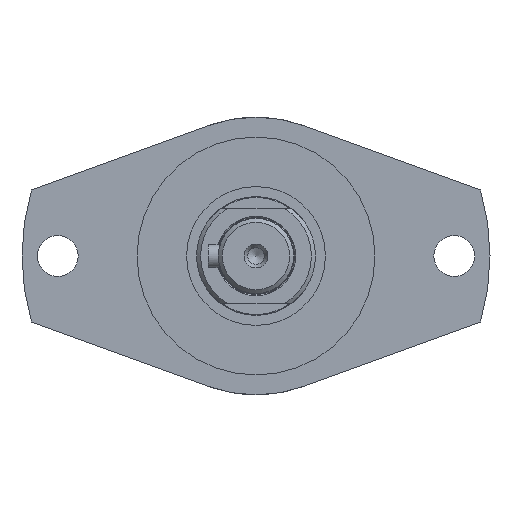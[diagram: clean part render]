
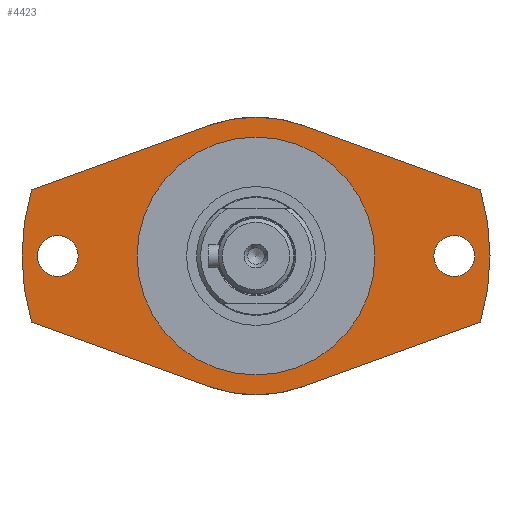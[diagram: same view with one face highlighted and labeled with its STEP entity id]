
A CAD part, left-side view. The second image highlights one B-rep face of the part: STEP entity #4423.
In plain terms, the highlighted planar face has unit normal (-1, 0, 0).
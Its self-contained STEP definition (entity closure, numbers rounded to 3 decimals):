
#348=FACE_BOUND('',#1550,.T.);
#349=FACE_BOUND('',#1551,.T.);
#350=FACE_BOUND('',#1552,.T.);
#675=LINE('',#7545,#998);
#678=LINE('',#7551,#1001);
#682=LINE('',#7558,#1005);
#685=LINE('',#7564,#1008);
#998=VECTOR('',#6003,10.);
#1001=VECTOR('',#6008,10.);
#1005=VECTOR('',#6014,10.);
#1008=VECTOR('',#6019,10.);
#1290=FACE_OUTER_BOUND('',#1549,.T.);
#1549=EDGE_LOOP('',(#3934,#3935,#3936,#3937,#3938,#3939,#3940,#3941));
#1550=EDGE_LOOP('',(#3942));
#1551=EDGE_LOOP('',(#3943));
#1552=EDGE_LOOP('',(#3944,#3945));
#1767=CIRCLE('',#4849,35.);
#1769=CIRCLE('',#4851,35.);
#1773=CIRCLE('',#4856,5.15);
#1776=CIRCLE('',#4860,5.15);
#1778=CIRCLE('',#4868,59.);
#1779=CIRCLE('',#4869,59.);
#1780=CIRCLE('',#4870,30.);
#1781=CIRCLE('',#4871,30.);
#2167=VERTEX_POINT('',#7510);
#2168=VERTEX_POINT('',#7512);
#2171=VERTEX_POINT('',#7518);
#2172=VERTEX_POINT('',#7520);
#2176=VERTEX_POINT('',#7530);
#2179=VERTEX_POINT('',#7538);
#2180=VERTEX_POINT('',#7542);
#2183=VERTEX_POINT('',#7550);
#2185=VERTEX_POINT('',#7556);
#2187=VERTEX_POINT('',#7561);
#2188=VERTEX_POINT('',#7570);
#2189=VERTEX_POINT('',#7571);
#2757=EDGE_CURVE('',#2168,#2167,#1767,.T.);
#2761=EDGE_CURVE('',#2172,#2171,#1769,.T.);
#2767=EDGE_CURVE('',#2176,#2176,#1773,.T.);
#2771=EDGE_CURVE('',#2179,#2179,#1776,.T.);
#2773=EDGE_CURVE('',#2167,#2180,#675,.T.);
#2776=EDGE_CURVE('',#2183,#2172,#678,.T.);
#2780=EDGE_CURVE('',#2171,#2185,#682,.T.);
#2783=EDGE_CURVE('',#2187,#2168,#685,.T.);
#2785=EDGE_CURVE('',#2183,#2180,#1778,.T.);
#2786=EDGE_CURVE('',#2187,#2185,#1779,.T.);
#2787=EDGE_CURVE('',#2188,#2189,#1780,.T.);
#2788=EDGE_CURVE('',#2189,#2188,#1781,.T.);
#3934=ORIENTED_EDGE('',*,*,#2783,.T.);
#3935=ORIENTED_EDGE('',*,*,#2757,.T.);
#3936=ORIENTED_EDGE('',*,*,#2773,.T.);
#3937=ORIENTED_EDGE('',*,*,#2785,.F.);
#3938=ORIENTED_EDGE('',*,*,#2776,.T.);
#3939=ORIENTED_EDGE('',*,*,#2761,.T.);
#3940=ORIENTED_EDGE('',*,*,#2780,.T.);
#3941=ORIENTED_EDGE('',*,*,#2786,.F.);
#3942=ORIENTED_EDGE('',*,*,#2767,.T.);
#3943=ORIENTED_EDGE('',*,*,#2771,.T.);
#3944=ORIENTED_EDGE('',*,*,#2787,.T.);
#3945=ORIENTED_EDGE('',*,*,#2788,.T.);
#4204=PLANE('',#4867);
#4423=ADVANCED_FACE('',(#1290,#348,#349,#350),#4204,.T.);
#4849=AXIS2_PLACEMENT_3D('',#7513,#5971,#5972);
#4851=AXIS2_PLACEMENT_3D('',#7521,#5977,#5978);
#4856=AXIS2_PLACEMENT_3D('',#7532,#5989,#5990);
#4860=AXIS2_PLACEMENT_3D('',#7540,#5998,#5999);
#4867=AXIS2_PLACEMENT_3D('',#7567,#6024,#6025);
#4868=AXIS2_PLACEMENT_3D('',#7568,#6026,#6027);
#4869=AXIS2_PLACEMENT_3D('',#7569,#6028,#6029);
#4870=AXIS2_PLACEMENT_3D('',#7572,#6030,#6031);
#4871=AXIS2_PLACEMENT_3D('',#7573,#6032,#6033);
#5971=DIRECTION('center_axis',(-1.,0.,0.));
#5972=DIRECTION('ref_axis',(0.,-0.342,0.94));
#5977=DIRECTION('center_axis',(-1.,0.,0.));
#5978=DIRECTION('ref_axis',(0.,0.342,-0.94));
#5989=DIRECTION('center_axis',(1.,0.,0.));
#5990=DIRECTION('ref_axis',(0.,0.,
-1.));
#5998=DIRECTION('center_axis',(1.,0.,0.));
#5999=DIRECTION('ref_axis',(0.,0.,
-1.));
#6003=DIRECTION('',(0.,-0.94,0.342));
#6008=DIRECTION('',(0.,0.94,0.342));
#6014=DIRECTION('',(0.,0.94,-0.342));
#6019=DIRECTION('',(0.,-0.94,-0.342));
#6024=DIRECTION('center_axis',(-1.,0.,0.));
#6025=DIRECTION('ref_axis',(0.,0.,1.));
#6026=DIRECTION('center_axis',(1.,0.,0.));
#6027=DIRECTION('ref_axis',(0.,1.,0.));
#6028=DIRECTION('center_axis',(1.,0.,0.));
#6029=DIRECTION('ref_axis',(0.,1.,0.));
#6030=DIRECTION('center_axis',(1.,0.,0.));
#6031=DIRECTION('ref_axis',(0.,1.,0.));
#6032=DIRECTION('center_axis',(1.,0.,0.));
#6033=DIRECTION('ref_axis',(0.,1.,0.));
#7510=CARTESIAN_POINT('',(-186.,-11.971,-32.889));
#7512=CARTESIAN_POINT('',(-186.,11.971,-32.889));
#7513=CARTESIAN_POINT('Origin',(-186.,0.,0.));
#7518=CARTESIAN_POINT('',(-186.,11.971,32.889));
#7520=CARTESIAN_POINT('',(-186.,-11.971,32.889));
#7521=CARTESIAN_POINT('Origin',(-186.,0.,0.));
#7530=CARTESIAN_POINT('',(-186.,-50.,5.15));
#7532=CARTESIAN_POINT('Origin',(-186.,-50.,0.));
#7538=CARTESIAN_POINT('',(-186.,50.,5.15));
#7540=CARTESIAN_POINT('Origin',(-186.,50.,0.));
#7542=CARTESIAN_POINT('',(-186.,-56.604,-16.644));
#7545=CARTESIAN_POINT('',(-186.,7.677,-40.04));
#7550=CARTESIAN_POINT('',(-186.,-56.604,16.644));
#7551=CARTESIAN_POINT('',(-186.,-37.505,23.596));
#7556=CARTESIAN_POINT('',(-186.,56.604,16.644));
#7558=CARTESIAN_POINT('',(-186.,31.618,25.738));
#7561=CARTESIAN_POINT('',(-186.,56.604,-16.644));
#7564=CARTESIAN_POINT('',(-186.,76.799,-9.294));
#7567=CARTESIAN_POINT('Origin',(-186.,44.5,0.));
#7568=CARTESIAN_POINT('Origin',(-186.,0.,0.));
#7569=CARTESIAN_POINT('Origin',(-186.,0.,0.));
#7570=CARTESIAN_POINT('',(-186.,30.,0.));
#7571=CARTESIAN_POINT('',(-186.,-30.,0.));
#7572=CARTESIAN_POINT('Origin',(-186.,0.,0.));
#7573=CARTESIAN_POINT('Origin',(-186.,0.,0.));
